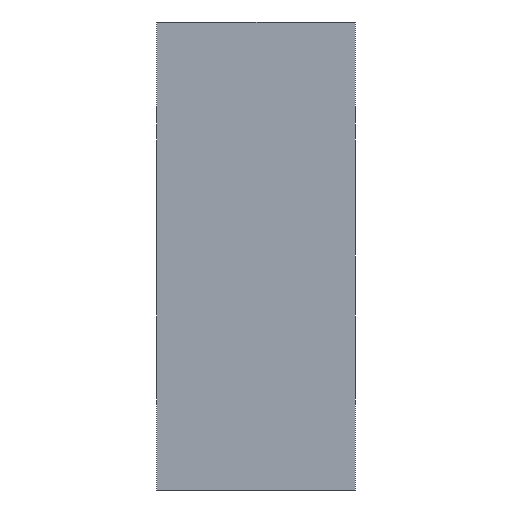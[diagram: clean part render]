
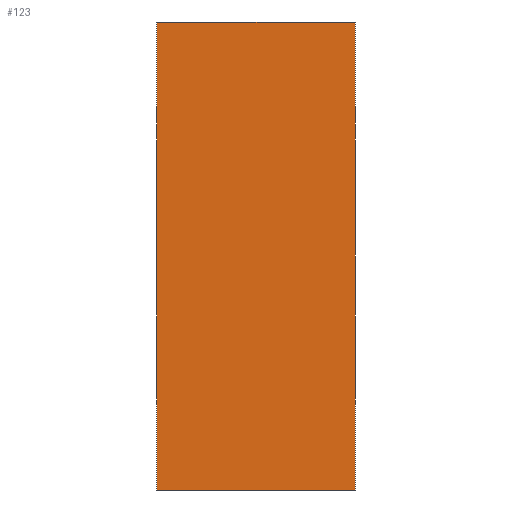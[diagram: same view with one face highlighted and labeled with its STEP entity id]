
A CAD part, left-side view. The second image highlights one B-rep face of the part: STEP entity #123.
In plain terms, the highlighted planar face has unit normal (-1, 0, 0).
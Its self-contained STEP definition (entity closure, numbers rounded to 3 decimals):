
#24=FACE_OUTER_BOUND('',#32,.T.);
#32=EDGE_LOOP('',(#99,#100,#101,#102));
#43=LINE('',#184,#55);
#46=LINE('',#191,#58);
#47=LINE('',#194,#59);
#48=LINE('',#195,#60);
#55=VECTOR('',#149,10.);
#58=VECTOR('',#156,10.);
#59=VECTOR('',#159,10.);
#60=VECTOR('',#160,10.);
#66=VERTEX_POINT('',#181);
#67=VERTEX_POINT('',#183);
#69=VERTEX_POINT('',#189);
#70=VERTEX_POINT('',#193);
#77=EDGE_CURVE('',#66,#67,#43,.T.);
#81=EDGE_CURVE('',#69,#66,#46,.T.);
#82=EDGE_CURVE('',#70,#69,#47,.T.);
#83=EDGE_CURVE('',#67,#70,#48,.T.);
#99=ORIENTED_EDGE('',*,*,#77,.F.);
#100=ORIENTED_EDGE('',*,*,#81,.F.);
#101=ORIENTED_EDGE('',*,*,#82,.F.);
#102=ORIENTED_EDGE('',*,*,#83,.F.);
#117=PLANE('',#133);
#123=ADVANCED_FACE('',(#24),#117,.F.);
#133=AXIS2_PLACEMENT_3D('',#192,#157,#158);
#149=DIRECTION('',(0.,0.,-1.));
#156=DIRECTION('',(0.,-1.,0.));
#157=DIRECTION('center_axis',(1.,0.,0.));
#158=DIRECTION('ref_axis',(0.,0.,1.));
#159=DIRECTION('',(0.,0.,1.));
#160=DIRECTION('',(0.,1.,0.));
#181=CARTESIAN_POINT('',(-40.,0.,15.));
#183=CARTESIAN_POINT('',(-40.,0.,0.));
#184=CARTESIAN_POINT('',(-40.,0.,3.75));
#189=CARTESIAN_POINT('',(-40.,6.35,15.));
#191=CARTESIAN_POINT('',(-40.,3.175,15.));
#192=CARTESIAN_POINT('Origin',(-40.,6.35,0.));
#193=CARTESIAN_POINT('',(-40.,6.35,0.));
#194=CARTESIAN_POINT('',(-40.,6.35,3.75));
#195=CARTESIAN_POINT('',(-40.,3.175,0.));
